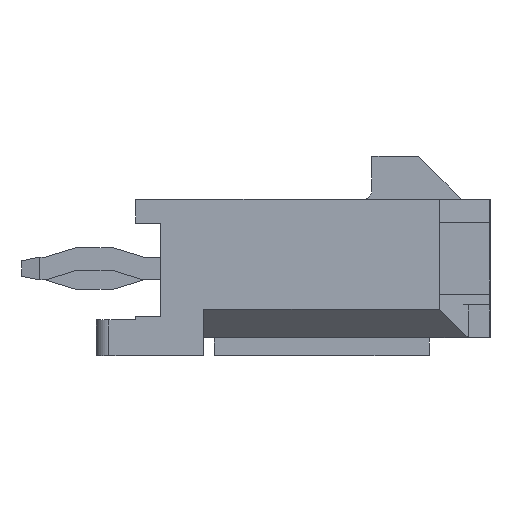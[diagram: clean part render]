
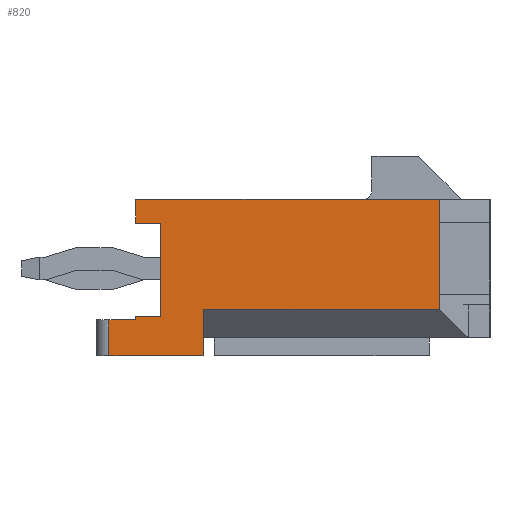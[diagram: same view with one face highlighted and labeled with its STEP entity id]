
A CAD part, left-side view. The second image highlights one B-rep face of the part: STEP entity #820.
In plain terms, the highlighted planar face has unit normal (-1, 0, 0).
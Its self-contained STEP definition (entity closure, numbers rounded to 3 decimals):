
#820 = ADVANCED_FACE( '', ( #1779 ), #1780, .T. );
#1779 = FACE_OUTER_BOUND( '', #2934, .T. );
#1780 = PLANE( '', #2935 );
#2934 = EDGE_LOOP( '', ( #4951, #4952, #4953, #4954, #4955, #4956, #4957, #4958, #4959, #4960, #4961, #4962, #4963, #4964 ) );
#2935 = AXIS2_PLACEMENT_3D( '', #4965, #4966, #4967 );
#4951 = ORIENTED_EDGE( '', *, *, #8003, .F. );
#4952 = ORIENTED_EDGE( '', *, *, #7946, .T. );
#4953 = ORIENTED_EDGE( '', *, *, #8004, .F. );
#4954 = ORIENTED_EDGE( '', *, *, #7702, .F. );
#4955 = ORIENTED_EDGE( '', *, *, #7644, .F. );
#4956 = ORIENTED_EDGE( '', *, *, #8005, .T. );
#4957 = ORIENTED_EDGE( '', *, *, #8006, .T. );
#4958 = ORIENTED_EDGE( '', *, *, #7463, .T. );
#4959 = ORIENTED_EDGE( '', *, *, #8007, .T. );
#4960 = ORIENTED_EDGE( '', *, *, #8008, .T. );
#4961 = ORIENTED_EDGE( '', *, *, #7984, .T. );
#4962 = ORIENTED_EDGE( '', *, *, #8009, .T. );
#4963 = ORIENTED_EDGE( '', *, *, #7331, .T. );
#4964 = ORIENTED_EDGE( '', *, *, #8010, .T. );
#4965 = CARTESIAN_POINT( '', ( -18.325, 0., 0. ) );
#4966 = DIRECTION( '', ( -1., 0., 0. ) );
#4967 = DIRECTION( '', ( 0., 0., 1. ) );
#7331 = EDGE_CURVE( '', #8838, #8835, #8839, .T. );
#7463 = EDGE_CURVE( '', #9064, #9069, #9071, .T. );
#7644 = EDGE_CURVE( '', #9380, #9381, #9382, .T. );
#7702 = EDGE_CURVE( '', #9381, #9477, #9478, .T. );
#7946 = EDGE_CURVE( '', #9855, #9857, #9859, .T. );
#7984 = EDGE_CURVE( '', #9914, #9912, #9915, .T. );
#8003 = EDGE_CURVE( '', #9855, #9943, #9944, .T. );
#8004 = EDGE_CURVE( '', #9477, #9857, #9945, .T. );
#8005 = EDGE_CURVE( '', #9380, #9946, #9947, .T. );
#8006 = EDGE_CURVE( '', #9946, #9064, #9948, .T. );
#8007 = EDGE_CURVE( '', #9069, #9949, #9950, .T. );
#8008 = EDGE_CURVE( '', #9949, #9914, #9951, .T. );
#8009 = EDGE_CURVE( '', #9912, #8838, #9952, .T. );
#8010 = EDGE_CURVE( '', #8835, #9943, #9953, .T. );
#8835 = VERTEX_POINT( '', #11025 );
#8838 = VERTEX_POINT( '', #11028 );
#8839 = LINE( '', #11029, #11030 );
#9064 = VERTEX_POINT( '', #11359 );
#9069 = VERTEX_POINT( '', #11366 );
#9071 = LINE( '', #11369, #11370 );
#9380 = VERTEX_POINT( '', #11826 );
#9381 = VERTEX_POINT( '', #11827 );
#9382 = LINE( '', #11828, #11829 );
#9477 = VERTEX_POINT( '', #11972 );
#9478 = LINE( '', #11973, #11974 );
#9855 = VERTEX_POINT( '', #12534 );
#9857 = VERTEX_POINT( '', #12537 );
#9859 = LINE( '', #12540, #12541 );
#9912 = VERTEX_POINT( '', #12621 );
#9914 = VERTEX_POINT( '', #12624 );
#9915 = LINE( '', #12625, #12626 );
#9943 = VERTEX_POINT( '', #12668 );
#9944 = LINE( '', #12669, #12670 );
#9945 = LINE( '', #12671, #12672 );
#9946 = VERTEX_POINT( '', #12673 );
#9947 = LINE( '', #12674, #12675 );
#9948 = LINE( '', #12676, #12677 );
#9949 = VERTEX_POINT( '', #12678 );
#9950 = LINE( '', #12679, #12680 );
#9951 = LINE( '', #12681, #12682 );
#9952 = LINE( '', #12683, #12684 );
#9953 = LINE( '', #12685, #12686 );
#11025 = CARTESIAN_POINT( '', ( -18.325, 5.7, -2.185 ) );
#11028 = CARTESIAN_POINT( '', ( -18.325, 5.7, -1.185 ) );
#11029 = CARTESIAN_POINT( '', ( -18.325, 5.7, -1.185 ) );
#11030 = VECTOR( '', #14024, 1000. );
#11359 = CARTESIAN_POINT( '', ( -18.325, 4.95, 1.515 ) );
#11366 = CARTESIAN_POINT( '', ( -18.325, 4.25, 1.515 ) );
#11369 = CARTESIAN_POINT( '', ( -18.325, 0., 1.515 ) );
#11370 = VECTOR( '', #14135, 1000. );
#11826 = CARTESIAN_POINT( '', ( -18.325, -3.536, 2.185 ) );
#11827 = CARTESIAN_POINT( '', ( -18.325, -3.536, 1.535 ) );
#11828 = CARTESIAN_POINT( '', ( -18.325, -3.536, 0. ) );
#11829 = VECTOR( '', #14283, 1000. );
#11972 = CARTESIAN_POINT( '', ( -18.325, -3.536, -0.465 ) );
#11973 = CARTESIAN_POINT( '', ( -18.325, -3.536, 1.535 ) );
#11974 = VECTOR( '', #14332, 1000. );
#12534 = CARTESIAN_POINT( '', ( -18.325, 3.05, -0.885 ) );
#12537 = CARTESIAN_POINT( '', ( -18.325, -3.536, -0.885 ) );
#12540 = CARTESIAN_POINT( '', ( -18.325, 0., -0.885 ) );
#12541 = VECTOR( '', #14530, 1000. );
#12621 = CARTESIAN_POINT( '', ( -18.325, 4.95, -1.185 ) );
#12624 = CARTESIAN_POINT( '', ( -18.325, 4.95, -1.085 ) );
#12625 = CARTESIAN_POINT( '', ( -18.325, 4.95, 2.185 ) );
#12626 = VECTOR( '', #14559, 1000. );
#12668 = CARTESIAN_POINT( '', ( -18.325, 3.05, -2.185 ) );
#12669 = CARTESIAN_POINT( '', ( -18.325, 3.05, -1.685 ) );
#12670 = VECTOR( '', #14574, 1000. );
#12671 = CARTESIAN_POINT( '', ( -18.325, -3.536, 0. ) );
#12672 = VECTOR( '', #14575, 1000. );
#12673 = CARTESIAN_POINT( '', ( -18.325, 4.95, 2.185 ) );
#12674 = CARTESIAN_POINT( '', ( -18.325, -4.95, 2.185 ) );
#12675 = VECTOR( '', #14576, 1000. );
#12676 = CARTESIAN_POINT( '', ( -18.325, 4.95, 2.185 ) );
#12677 = VECTOR( '', #14577, 1000. );
#12678 = CARTESIAN_POINT( '', ( -18.325, 4.25, -1.085 ) );
#12679 = CARTESIAN_POINT( '', ( -18.325, 4.25, 0. ) );
#12680 = VECTOR( '', #14578, 1000. );
#12681 = CARTESIAN_POINT( '', ( -18.325, 0., -1.085 ) );
#12682 = VECTOR( '', #14579, 1000. );
#12683 = CARTESIAN_POINT( '', ( -18.325, 4.95, -1.185 ) );
#12684 = VECTOR( '', #14580, 1000. );
#12685 = CARTESIAN_POINT( '', ( -18.325, 4.95, -2.185 ) );
#12686 = VECTOR( '', #14581, 1000. );
#14024 = DIRECTION( '', ( 0., 0., -1. ) );
#14135 = DIRECTION( '', ( 0., -1., 0. ) );
#14283 = DIRECTION( '', ( 0., 0., -1. ) );
#14332 = DIRECTION( '', ( 0., 0., -1. ) );
#14530 = DIRECTION( '', ( 0., -1., 0. ) );
#14559 = DIRECTION( '', ( 0., 0., -1. ) );
#14574 = DIRECTION( '', ( 0., 0., -1. ) );
#14575 = DIRECTION( '', ( 0., 0., -1. ) );
#14576 = DIRECTION( '', ( 0., 1., 0. ) );
#14577 = DIRECTION( '', ( 0., 0., -1. ) );
#14578 = DIRECTION( '', ( 0., 0., -1. ) );
#14579 = DIRECTION( '', ( 0., 1., 0. ) );
#14580 = DIRECTION( '', ( 0., 1., 0. ) );
#14581 = DIRECTION( '', ( 0., -1., 0. ) );
